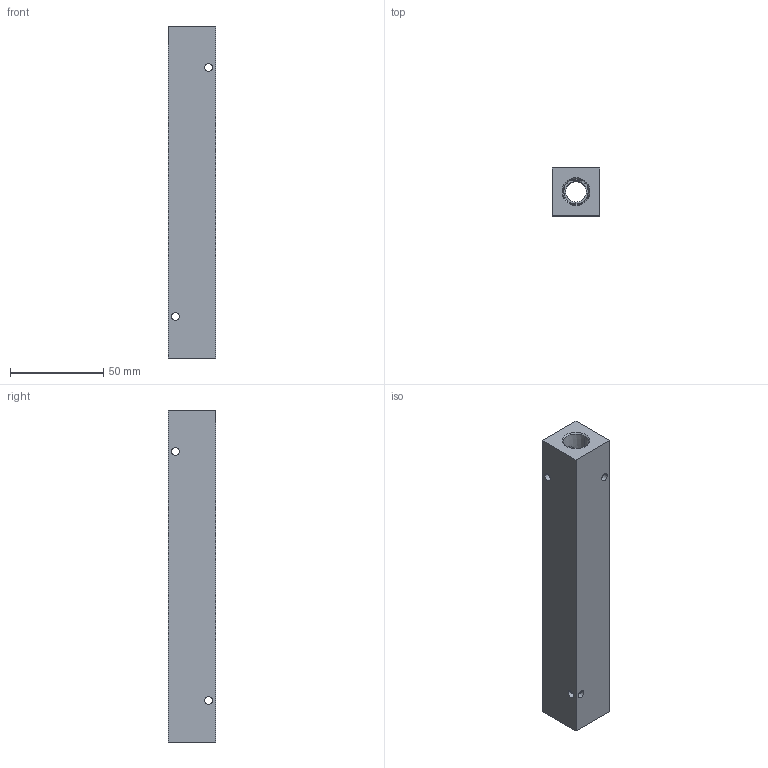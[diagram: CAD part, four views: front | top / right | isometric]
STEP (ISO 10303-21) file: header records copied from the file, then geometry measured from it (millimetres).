
FILE_DESCRIPTION (( 'STEP AP203' ), '1' );
FILE_NAME ('MRS-9CB.step', '2015-12-02T21:12:03', ( '' ), ( '' ), 'SwSTEP 2.0', 'SolidWorks 2015', '' );
FILE_SCHEMA (( 'CONFIG_CONTROL_DESIGN' ));
Length unit declared in the file: inch
Products named in the file (1): MRS-9CB
Bounding box: 25.4 x 25.4 x 177.8 mm (x, y, z)
Volume: 89840 mm3; surface area: 27609.3 mm2
Topology: 1 solids, 1 shells, 96 faces, 245 edges, 152 vertices
Faces by surface type: cone 44, cylinder 35, plane 17
Entity records: 3700 total; most frequent: CARTESIAN_POINT 1253, DIRECTION 501, ORIENTED_EDGE 490, EDGE_CURVE 245, AXIS2_PLACEMENT_3D 204, VERTEX_POINT 152, EDGE_LOOP 129, CIRCLE 107
